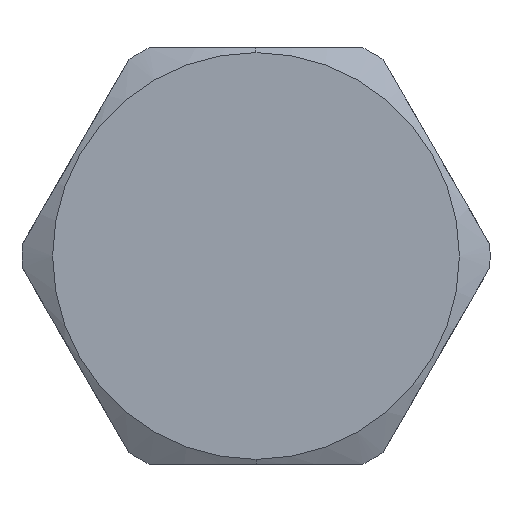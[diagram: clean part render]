
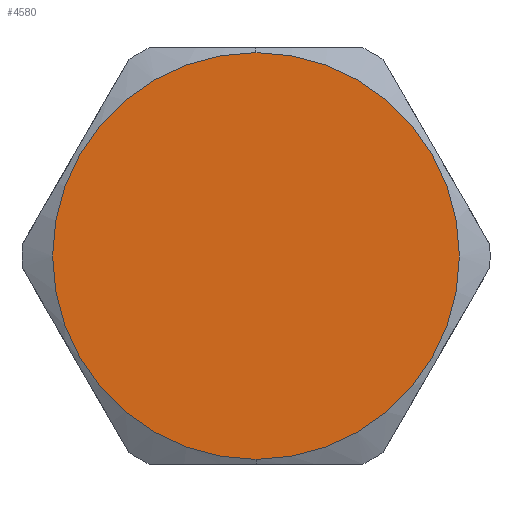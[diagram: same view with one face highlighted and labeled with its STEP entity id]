
A CAD part, left-side view. The second image highlights one B-rep face of the part: STEP entity #4580.
In plain terms, the highlighted planar face has unit normal (-1, 0, 0).
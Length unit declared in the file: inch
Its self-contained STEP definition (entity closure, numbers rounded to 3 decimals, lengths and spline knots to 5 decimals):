
#86 = DIRECTION ( 'NONE',  ( 1., 0., 0. ) ) ;
#246 = CARTESIAN_POINT ( 'NONE',  ( -0.75, 0., 0.67125 ) ) ;
#547 = EDGE_LOOP ( 'NONE', ( #2439, #4195 ) ) ;
#604 = DIRECTION ( 'NONE',  ( 1., 0., 0. ) ) ;
#1570 = DIRECTION ( 'NONE',  ( 1., 0., 0. ) ) ;
#1674 = PLANE ( 'NONE',  #10853 ) ;
#2439 = ORIENTED_EDGE ( 'NONE', *, *, #8420, .F. ) ;
#2838 = DIRECTION ( 'NONE',  ( 0., 0., -1. ) ) ;
#3817 = CARTESIAN_POINT ( 'NONE',  ( -0.75, 0., -0.67125 ) ) ;
#4195 = ORIENTED_EDGE ( 'NONE', *, *, #13399, .F. ) ;
#4455 = CARTESIAN_POINT ( 'NONE',  ( -0.75, 0.79386, 0. ) ) ;
#4580 = ADVANCED_FACE ( 'NONE', ( #12956 ), #1674, .F. ) ;
#5451 = AXIS2_PLACEMENT_3D ( 'NONE', #11943, #86, #8781 ) ;
#6070 = VERTEX_POINT ( 'NONE', #246 ) ;
#6909 = DIRECTION ( 'NONE',  ( 0., 0., -1. ) ) ;
#7555 = AXIS2_PLACEMENT_3D ( 'NONE', #11443, #604, #2838 ) ;
#8420 = EDGE_CURVE ( 'NONE', #12129, #6070, #8787, .T. ) ;
#8781 = DIRECTION ( 'NONE',  ( 0., 0., -1. ) ) ;
#8787 = CIRCLE ( 'NONE', #7555, 0.67125 ) ;
#9577 = CIRCLE ( 'NONE', #5451, 0.67125 ) ;
#10853 = AXIS2_PLACEMENT_3D ( 'NONE', #4455, #1570, #6909 ) ;
#11443 = CARTESIAN_POINT ( 'NONE',  ( -0.75, 0., 0. ) ) ;
#11943 = CARTESIAN_POINT ( 'NONE',  ( -0.75, 0., 0. ) ) ;
#12129 = VERTEX_POINT ( 'NONE', #3817 ) ;
#12956 = FACE_OUTER_BOUND ( 'NONE', #547, .T. ) ;
#13399 = EDGE_CURVE ( 'NONE', #6070, #12129, #9577, .T. ) ;
